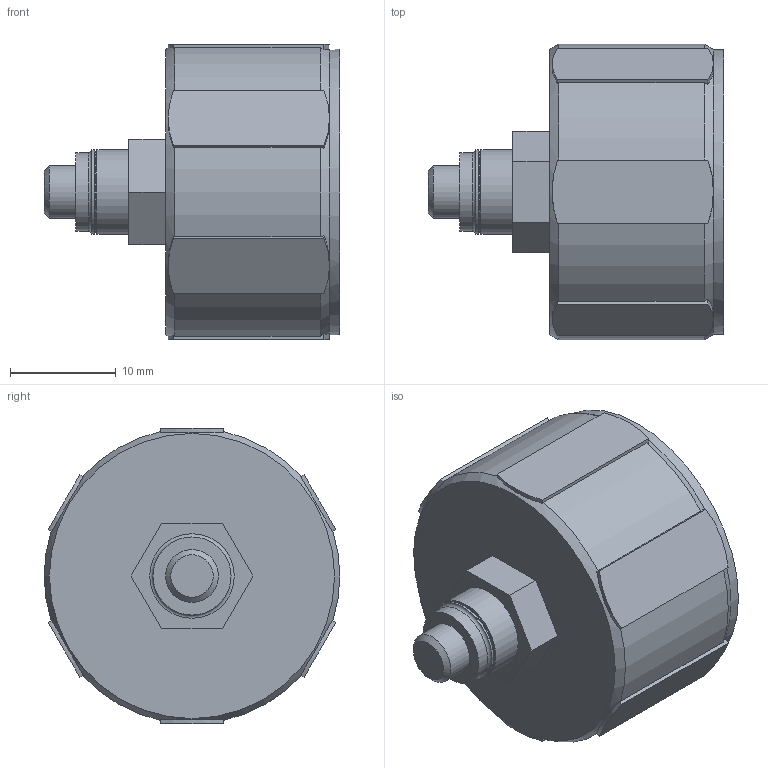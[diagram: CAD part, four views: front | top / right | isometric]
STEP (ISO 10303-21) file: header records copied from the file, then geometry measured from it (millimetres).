
FILE_DESCRIPTION(/* description */ ('STEP AP214'),/* implementation_level */ '2;1');
FILE_NAME(/* name */ '527405_MA-27-160-M5-PSI',/* time_stamp */ '2024-09-05T02:50:47+02:00',/* author */ ('License CC BY-ND 4.0'),/* organization */ ('CADENAS'),/* preprocessor_version */ 'ST-DEVELOPER v19.3',/* originating_system */ 'PARTsolutions',/* authorisation */ ' ');
FILE_SCHEMA (('AUTOMOTIVE_DESIGN {1 0 10303 214 3 1 1}'));
Length unit declared in the file: millimetre
Products named in the file (1): 527405 MA-27-160-M5-PSI
Bounding box: 28 x 28 x 28 mm (x, y, z)
Volume: 10744.2 mm3; surface area: 2983.7 mm2
Topology: 1 solids, 1 shells, 65 faces, 170 edges, 112 vertices
Faces by surface type: plane 31, cylinder 23, cone 9, torus 2
Full cylindrical faces by diameter (mm): 5 x1, 7.4 x1, 8 x2, 27 x1
Entity records: 2012 total; most frequent: CARTESIAN_POINT 484, ORIENTED_EDGE 316, DIRECTION 286, EDGE_CURVE 158, VERTEX_POINT 110, AXIS2_PLACEMENT_3D 110, EDGE_LOOP 80, FACE_BOUND 80
